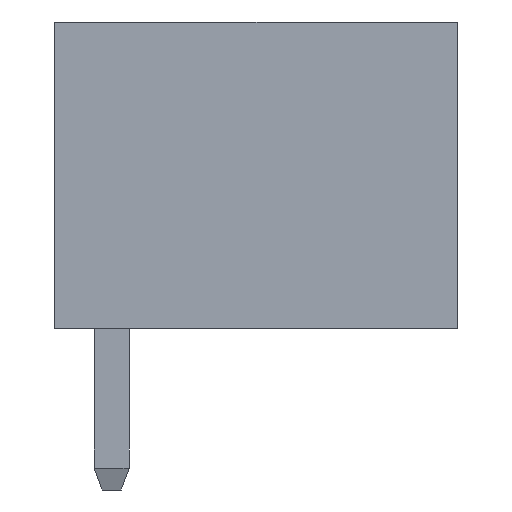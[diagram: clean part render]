
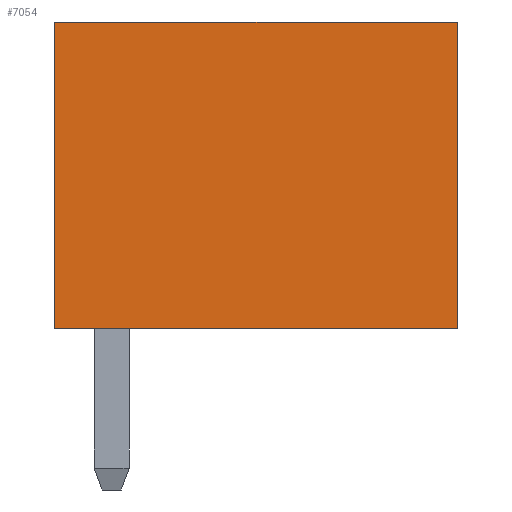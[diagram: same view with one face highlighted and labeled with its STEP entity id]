
A CAD part, left-side view. The second image highlights one B-rep face of the part: STEP entity #7054.
In plain terms, the highlighted planar face has unit normal (-1, 0, 0).
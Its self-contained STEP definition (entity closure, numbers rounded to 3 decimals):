
#61 = VERTEX_POINT ( 'NONE', #3397 ) ;
#934 = VERTEX_POINT ( 'NONE', #7955 ) ;
#1037 = VERTEX_POINT ( 'NONE', #4506 ) ;
#1594 = EDGE_CURVE ( 'NONE', #7907, #1037, #3589, .T. ) ;
#2857 = LINE ( 'NONE', #11309, #4949 ) ;
#3397 = CARTESIAN_POINT ( 'NONE',  ( -13.735, 4.6, 7. ) ) ;
#3589 = LINE ( 'NONE', #8907, #8013 ) ;
#4020 = CARTESIAN_POINT ( 'NONE',  ( -13.735, 4.6, 7. ) ) ;
#4065 = CARTESIAN_POINT ( 'NONE',  ( -13.735, 4.6, 7. ) ) ;
#4149 = LINE ( 'NONE', #5223, #8851 ) ;
#4506 = CARTESIAN_POINT ( 'NONE',  ( -13.735, -4.6, 0. ) ) ;
#4745 = ORIENTED_EDGE ( 'NONE', *, *, #8431, .T. ) ;
#4888 = DIRECTION ( 'NONE',  ( 0., 0., -1. ) ) ;
#4949 = VECTOR ( 'NONE', #6837, 1000. ) ;
#5209 = ORIENTED_EDGE ( 'NONE', *, *, #1594, .T. ) ;
#5223 = CARTESIAN_POINT ( 'NONE',  ( -13.735, 4.6, 7. ) ) ;
#5246 = CARTESIAN_POINT ( 'NONE',  ( -13.735, 4.6, 0. ) ) ;
#5470 = EDGE_LOOP ( 'NONE', ( #5209, #6277, #10943, #4745 ) ) ;
#5925 = LINE ( 'NONE', #4065, #10384 ) ;
#6277 = ORIENTED_EDGE ( 'NONE', *, *, #10330, .F. ) ;
#6508 = AXIS2_PLACEMENT_3D ( 'NONE', #4020, #10225, #4888 ) ;
#6837 = DIRECTION ( 'NONE',  ( 0., 0., -1. ) ) ;
#6969 = DIRECTION ( 'NONE',  ( 0., 0., -1. ) ) ;
#7019 = FACE_OUTER_BOUND ( 'NONE', #5470, .T. ) ;
#7054 = ADVANCED_FACE ( 'NONE', ( #7019 ), #9315, .F. ) ;
#7103 = EDGE_CURVE ( 'NONE', #61, #934, #5925, .T. ) ;
#7907 = VERTEX_POINT ( 'NONE', #5246 ) ;
#7955 = CARTESIAN_POINT ( 'NONE',  ( -13.735, -4.6, 7. ) ) ;
#8013 = VECTOR ( 'NONE', #9172, 1000. ) ;
#8431 = EDGE_CURVE ( 'NONE', #61, #7907, #4149, .T. ) ;
#8851 = VECTOR ( 'NONE', #6969, 1000. ) ;
#8907 = CARTESIAN_POINT ( 'NONE',  ( -13.735, 4.6, 0. ) ) ;
#9172 = DIRECTION ( 'NONE',  ( 0., -1., 0. ) ) ;
#9315 = PLANE ( 'NONE',  #6508 ) ;
#10225 = DIRECTION ( 'NONE',  ( 1., 0., 0. ) ) ;
#10266 = DIRECTION ( 'NONE',  ( 0., -1., 0. ) ) ;
#10330 = EDGE_CURVE ( 'NONE', #934, #1037, #2857, .T. ) ;
#10384 = VECTOR ( 'NONE', #10266, 1000. ) ;
#10943 = ORIENTED_EDGE ( 'NONE', *, *, #7103, .F. ) ;
#11309 = CARTESIAN_POINT ( 'NONE',  ( -13.735, -4.6, 7. ) ) ;
